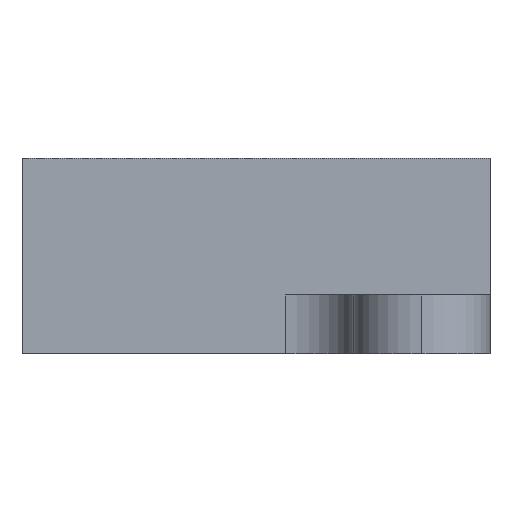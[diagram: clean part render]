
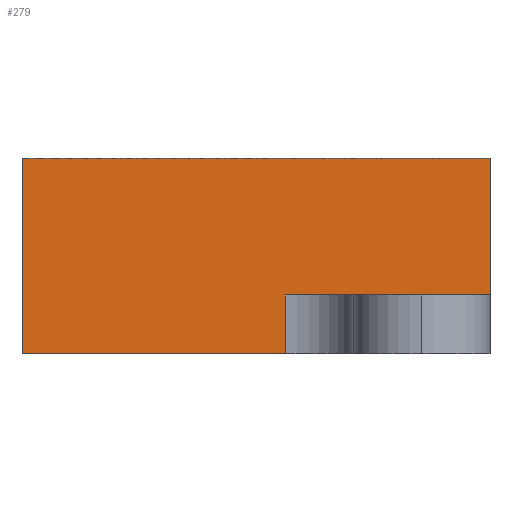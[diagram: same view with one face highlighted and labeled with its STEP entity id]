
A CAD part, left-side view. The second image highlights one B-rep face of the part: STEP entity #279.
In plain terms, the highlighted planar face has unit normal (-1, 0, 0).
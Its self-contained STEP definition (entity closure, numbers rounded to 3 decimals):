
#74 = DIRECTION ( 'NONE',  ( 0., 0., -1. ) ) ;
#114 = VERTEX_POINT ( 'NONE', #358 ) ;
#129 = LINE ( 'NONE', #341, #632 ) ;
#139 = CARTESIAN_POINT ( 'NONE',  ( -17., 12., 10. ) ) ;
#213 = ORIENTED_EDGE ( 'NONE', *, *, #1001, .T. ) ;
#221 = DIRECTION ( 'NONE',  ( 0., 0., -1. ) ) ;
#279 = ADVANCED_FACE ( 'NONE', ( #393 ), #293, .F. ) ;
#293 = PLANE ( 'NONE',  #294 ) ;
#294 = AXIS2_PLACEMENT_3D ( 'NONE', #681, #450, #998 ) ;
#306 = VERTEX_POINT ( 'NONE', #772 ) ;
#341 = CARTESIAN_POINT ( 'NONE',  ( -17., -1.5, 3. ) ) ;
#349 = EDGE_CURVE ( 'NONE', #1015, #841, #491, .T. ) ;
#358 = CARTESIAN_POINT ( 'NONE',  ( -17., -1.5, 3. ) ) ;
#361 = CARTESIAN_POINT ( 'NONE',  ( -17., -12., 3. ) ) ;
#392 = LINE ( 'NONE', #578, #406 ) ;
#393 = FACE_OUTER_BOUND ( 'NONE', #533, .T. ) ;
#402 = DIRECTION ( 'NONE',  ( 0., 0., 1. ) ) ;
#406 = VECTOR ( 'NONE', #731, 1000. ) ;
#450 = DIRECTION ( 'NONE',  ( 1., 0., 0. ) ) ;
#455 = LINE ( 'NONE', #593, #621 ) ;
#468 = VECTOR ( 'NONE', #221, 1000. ) ;
#491 = LINE ( 'NONE', #698, #468 ) ;
#495 = VERTEX_POINT ( 'NONE', #951 ) ;
#507 = ORIENTED_EDGE ( 'NONE', *, *, #349, .F. ) ;
#511 = EDGE_CURVE ( 'NONE', #645, #1015, #869, .T. ) ;
#533 = EDGE_LOOP ( 'NONE', ( #813, #213, #672, #507, #729, #683 ) ) ;
#570 = CARTESIAN_POINT ( 'NONE',  ( -17., -12., 10. ) ) ;
#578 = CARTESIAN_POINT ( 'NONE',  ( -17., -12., 0. ) ) ;
#593 = CARTESIAN_POINT ( 'NONE',  ( -17., -12., 3. ) ) ;
#600 = DIRECTION ( 'NONE',  ( 0., 1., 0. ) ) ;
#621 = VECTOR ( 'NONE', #600, 1000. ) ;
#628 = EDGE_CURVE ( 'NONE', #495, #306, #392, .T. ) ;
#632 = VECTOR ( 'NONE', #402, 1000. ) ;
#635 = CARTESIAN_POINT ( 'NONE',  ( -17., -12., 10. ) ) ;
#645 = VERTEX_POINT ( 'NONE', #736 ) ;
#672 = ORIENTED_EDGE ( 'NONE', *, *, #844, .F. ) ;
#681 = CARTESIAN_POINT ( 'NONE',  ( -17., -12., 10. ) ) ;
#683 = ORIENTED_EDGE ( 'NONE', *, *, #958, .T. ) ;
#698 = CARTESIAN_POINT ( 'NONE',  ( -17., -12., 10. ) ) ;
#714 = VECTOR ( 'NONE', #74, 1000. ) ;
#729 = ORIENTED_EDGE ( 'NONE', *, *, #511, .F. ) ;
#731 = DIRECTION ( 'NONE',  ( 0., -1., 0. ) ) ;
#736 = CARTESIAN_POINT ( 'NONE',  ( -17., 12., 10. ) ) ;
#751 = LINE ( 'NONE', #139, #714 ) ;
#772 = CARTESIAN_POINT ( 'NONE',  ( -17., -1.5, 0. ) ) ;
#813 = ORIENTED_EDGE ( 'NONE', *, *, #628, .T. ) ;
#841 = VERTEX_POINT ( 'NONE', #361 ) ;
#844 = EDGE_CURVE ( 'NONE', #841, #114, #455, .T. ) ;
#869 = LINE ( 'NONE', #635, #974 ) ;
#945 = DIRECTION ( 'NONE',  ( 0., -1., 0. ) ) ;
#951 = CARTESIAN_POINT ( 'NONE',  ( -17., 12., 0. ) ) ;
#958 = EDGE_CURVE ( 'NONE', #645, #495, #751, .T. ) ;
#974 = VECTOR ( 'NONE', #945, 1000. ) ;
#998 = DIRECTION ( 'NONE',  ( 0., 0., -1. ) ) ;
#1001 = EDGE_CURVE ( 'NONE', #306, #114, #129, .T. ) ;
#1015 = VERTEX_POINT ( 'NONE', #570 ) ;
